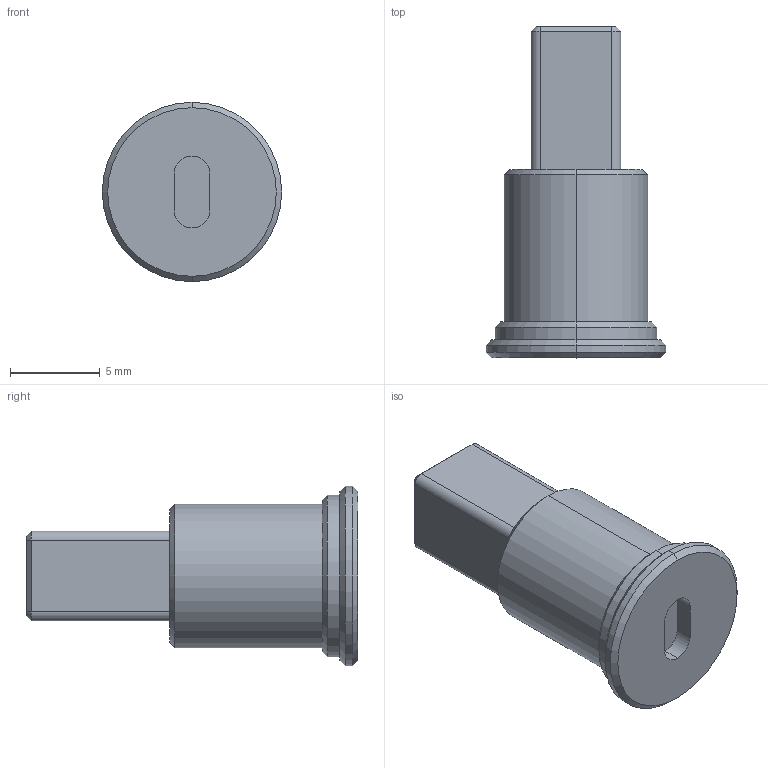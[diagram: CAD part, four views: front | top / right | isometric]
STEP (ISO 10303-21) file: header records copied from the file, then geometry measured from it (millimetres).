
FILE_DESCRIPTION (( 'STEP AP214' ), '1' );
FILE_NAME ('shaft_1.STEP', '2026-01-14T08:35:58', ( '' ), ( '' ), 'SwSTEP 2.0', 'SolidWorks 2023', '' );
FILE_SCHEMA (( 'AUTOMOTIVE_DESIGN' ));
Length unit declared in the file: millimetre
Products named in the file (1): shaft_1
Bounding box: 10 x 18.5 x 10 mm (x, y, z)
Volume: 700.8 mm3; surface area: 630.6 mm2
Topology: 1 solids, 1 shells, 47 faces, 103 edges, 61 vertices
Faces by surface type: cone 16, plane 16, cylinder 15
Entity records: 1290 total; most frequent: DIRECTION 241, CARTESIAN_POINT 210, ORIENTED_EDGE 202, EDGE_CURVE 101, AXIS2_PLACEMENT_3D 92, VERTEX_POINT 61, LINE 57, VECTOR 57
